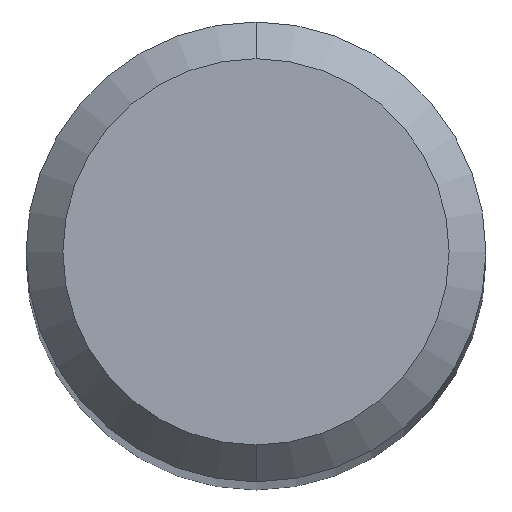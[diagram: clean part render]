
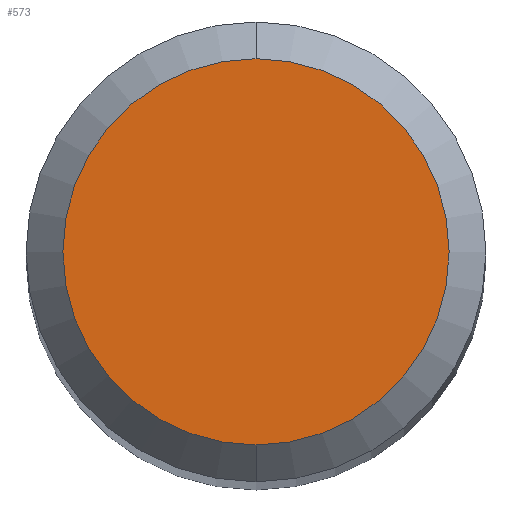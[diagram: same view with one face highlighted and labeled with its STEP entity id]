
A CAD part, top view. The second image highlights one B-rep face of the part: STEP entity #573.
In plain terms, the highlighted planar face has unit normal (0, 0, 1).
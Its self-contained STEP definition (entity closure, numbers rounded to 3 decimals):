
#573=ADVANCED_FACE('',(#1230),#1231,.T.);
#725=EDGE_CURVE('',#735,#793,#1395,.T.);
#735=VERTEX_POINT('',#1405);
#789=EDGE_CURVE('',#793,#735,#1464,.T.);
#793=VERTEX_POINT('',#1468);
#1230=FACE_OUTER_BOUND('',#3488,.T.);
#1231=PLANE('',#3489);
#1395=CIRCLE('',#6028,2.1);
#1405=CARTESIAN_POINT('',(0.0,2.1,0.0));
#1464=CIRCLE('',#6158,2.1);
#1468=CARTESIAN_POINT('',(0.,-2.1,0.0));
#3488=EDGE_LOOP('',(#8426,#8427));
#3489=AXIS2_PLACEMENT_3D('',#8428,#8429,#8430);
#6028=AXIS2_PLACEMENT_3D('',#8577,#8578,#8579);
#6158=AXIS2_PLACEMENT_3D('',#8645,#8646,#8647);
#8426=ORIENTED_EDGE('',*,*,#725,.F.);
#8427=ORIENTED_EDGE('',*,*,#789,.F.);
#8428=CARTESIAN_POINT('',(0.0,1.05,0.0));
#8429=DIRECTION('',(-0.0,0.0,1.0));
#8430=DIRECTION('',(0.0,-1.0,0.0));
#8577=CARTESIAN_POINT('',(0.0,0.0,0.0));
#8578=DIRECTION('',(0.0,0.0,-1.0));
#8579=DIRECTION('',(0.0,1.0,0.0));
#8645=CARTESIAN_POINT('',(0.0,0.0,0.0));
#8646=DIRECTION('',(0.0,0.0,-1.0));
#8647=DIRECTION('',(0.0,1.0,0.0));
